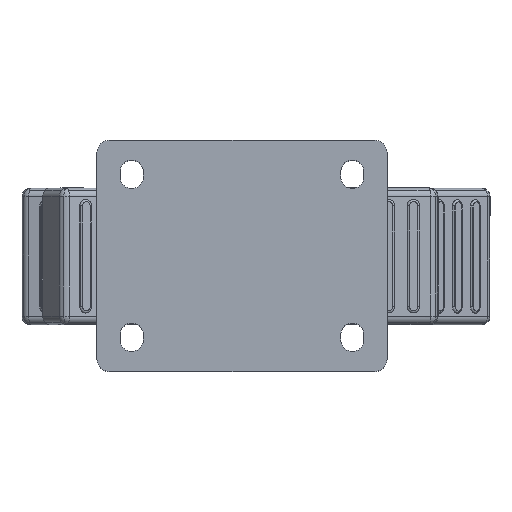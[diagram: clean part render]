
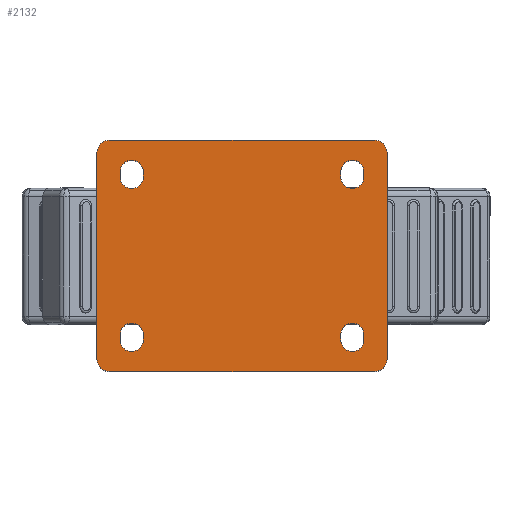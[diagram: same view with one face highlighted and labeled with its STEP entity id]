
A CAD part, top view. The second image highlights one B-rep face of the part: STEP entity #2132.
In plain terms, the highlighted planar face has unit normal (0, 0, 1).
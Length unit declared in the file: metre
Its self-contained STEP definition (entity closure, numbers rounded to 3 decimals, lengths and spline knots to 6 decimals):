
#2132=ADVANCED_FACE('207:4751',(#4566,#4567,#4568,#4569,#4570),#4571,.T.);
#4566=FACE_BOUND('',#24003,.T.);
#4567=FACE_BOUND('',#24004,.T.);
#4568=FACE_BOUND('',#24005,.T.);
#4569=FACE_BOUND('',#24006,.T.);
#4570=FACE_OUTER_BOUND('',#24007,.T.);
#4571=PLANE('',#24008);
#24003=EDGE_LOOP('',(#47922,#47923,#47924,#47925));
#24004=EDGE_LOOP('',(#47926,#47927,#47928,#47929));
#24005=EDGE_LOOP('',(#47930,#47931,#47932,#47933));
#24006=EDGE_LOOP('',(#47934,#47935,#47936,#47937));
#24007=EDGE_LOOP('',(#47938,#47939,#47940,#47941,#47942,#47943,#47944,#47945,#47946,#47947,#47948,#47949));
#24008=AXIS2_PLACEMENT_3D('',#47950,#47951,#47952);
#47922=ORIENTED_EDGE('',*,*,#55652,.T.);
#47923=ORIENTED_EDGE('',*,*,#55649,.T.);
#47924=ORIENTED_EDGE('',*,*,#55646,.T.);
#47925=ORIENTED_EDGE('',*,*,#55655,.T.);
#47926=ORIENTED_EDGE('',*,*,#55664,.T.);
#47927=ORIENTED_EDGE('',*,*,#55661,.T.);
#47928=ORIENTED_EDGE('',*,*,#55658,.T.);
#47929=ORIENTED_EDGE('',*,*,#55667,.T.);
#47930=ORIENTED_EDGE('',*,*,#55676,.T.);
#47931=ORIENTED_EDGE('',*,*,#55673,.T.);
#47932=ORIENTED_EDGE('',*,*,#55670,.T.);
#47933=ORIENTED_EDGE('',*,*,#55679,.T.);
#47934=ORIENTED_EDGE('',*,*,#55688,.T.);
#47935=ORIENTED_EDGE('',*,*,#55685,.T.);
#47936=ORIENTED_EDGE('',*,*,#55682,.T.);
#47937=ORIENTED_EDGE('',*,*,#55691,.T.);
#47938=ORIENTED_EDGE('',*,*,#55694,.F.);
#47939=ORIENTED_EDGE('',*,*,#55706,.F.);
#47940=ORIENTED_EDGE('',*,*,#55695,.F.);
#47941=ORIENTED_EDGE('',*,*,#55639,.F.);
#47942=ORIENTED_EDGE('',*,*,#55707,.F.);
#47943=ORIENTED_EDGE('',*,*,#55629,.F.);
#47944=ORIENTED_EDGE('',*,*,#55703,.F.);
#47945=ORIENTED_EDGE('',*,*,#55708,.F.);
#47946=ORIENTED_EDGE('',*,*,#55698,.F.);
#47947=ORIENTED_EDGE('',*,*,#55635,.F.);
#47948=ORIENTED_EDGE('',*,*,#55704,.F.);
#47949=ORIENTED_EDGE('',*,*,#55641,.F.);
#47950=CARTESIAN_POINT('',(0.0,0.0,0.0));
#47951=DIRECTION('',(0.0,0.0,1.0));
#47952=DIRECTION('',(1.0,0.0,0.0));
#55629=EDGE_CURVE('380:232700',#60755,#60758,#60759,.T.);
#55635=EDGE_CURVE('380:232688',#60768,#60764,#60770,.T.);
#55639=EDGE_CURVE('380:232673',#60776,#60772,#60778,.T.);
#55641=EDGE_CURVE('380:232661',#60779,#60782,#60783,.T.);
#55646=EDGE_CURVE('380:237497',#60792,#60790,#60793,.T.);
#55649=EDGE_CURVE('380:237503',#60797,#60792,#60798,.T.);
#55652=EDGE_CURVE('380:237476',#60802,#60797,#60803,.T.);
#55655=EDGE_CURVE('380:237488',#60790,#60802,#60806,.T.);
#55658=EDGE_CURVE('380:237197',#60812,#60810,#60813,.T.);
#55661=EDGE_CURVE('380:237203',#60817,#60812,#60818,.T.);
#55664=EDGE_CURVE('380:237176',#60822,#60817,#60823,.T.);
#55667=EDGE_CURVE('380:237188',#60810,#60822,#60826,.T.);
#55670=EDGE_CURVE('380:236897',#60832,#60830,#60833,.T.);
#55673=EDGE_CURVE('380:236903',#60837,#60832,#60838,.T.);
#55676=EDGE_CURVE('380:236876',#60842,#60837,#60843,.T.);
#55679=EDGE_CURVE('380:236888',#60830,#60842,#60846,.T.);
#55682=EDGE_CURVE('380:236597',#60852,#60850,#60853,.T.);
#55685=EDGE_CURVE('380:236603',#60857,#60852,#60858,.T.);
#55688=EDGE_CURVE('380:236576',#60862,#60857,#60863,.T.);
#55691=EDGE_CURVE('380:236588',#60850,#60862,#60866,.T.);
#55694=EDGE_CURVE('380:232661',#60869,#60779,#60871,.T.);
#55695=EDGE_CURVE('380:232673',#60772,#60872,#60873,.T.);
#55698=EDGE_CURVE('380:232688',#60764,#60877,#60878,.T.);
#55703=EDGE_CURVE('380:232700',#60884,#60755,#60886,.T.);
#55704=EDGE_CURVE('207:4883',#60782,#60768,#60887,.T.);
#55706=EDGE_CURVE('207:4844',#60872,#60869,#60889,.T.);
#55707=EDGE_CURVE('207:4859',#60758,#60776,#60890,.T.);
#55708=EDGE_CURVE('207:4871',#60877,#60884,#60891,.T.);
#60755=VERTEX_POINT('',#77349);
#60758=VERTEX_POINT('',#77353);
#60759=CIRCLE('',#77354,0.006);
#60764=VERTEX_POINT('',#77360);
#60768=VERTEX_POINT('',#77365);
#60770=CIRCLE('',#77368,0.006);
#60772=VERTEX_POINT('',#77370);
#60776=VERTEX_POINT('',#77375);
#60778=CIRCLE('',#77378,0.006);
#60779=VERTEX_POINT('',#77379);
#60782=VERTEX_POINT('',#77383);
#60783=CIRCLE('',#77384,0.006);
#60790=VERTEX_POINT('',#77392);
#60792=VERTEX_POINT('',#77395);
#60793=CIRCLE('',#77396,0.0055);
#60797=VERTEX_POINT('',#77402);
#60798=LINE('',#77403,#77404);
#60802=VERTEX_POINT('',#77409);
#60803=CIRCLE('',#77410,0.0055);
#60806=LINE('',#77415,#77416);
#60810=VERTEX_POINT('',#77420);
#60812=VERTEX_POINT('',#77423);
#60813=CIRCLE('',#77424,0.0055);
#60817=VERTEX_POINT('',#77430);
#60818=LINE('',#77431,#77432);
#60822=VERTEX_POINT('',#77437);
#60823=CIRCLE('',#77438,0.0055);
#60826=LINE('',#77443,#77444);
#60830=VERTEX_POINT('',#77448);
#60832=VERTEX_POINT('',#77451);
#60833=CIRCLE('',#77452,0.0055);
#60837=VERTEX_POINT('',#77458);
#60838=LINE('',#77459,#77460);
#60842=VERTEX_POINT('',#77465);
#60843=CIRCLE('',#77466,0.0055);
#60846=LINE('',#77471,#77472);
#60850=VERTEX_POINT('',#77476);
#60852=VERTEX_POINT('',#77479);
#60853=CIRCLE('',#77480,0.0055);
#60857=VERTEX_POINT('',#77486);
#60858=LINE('',#77487,#77488);
#60862=VERTEX_POINT('',#77493);
#60863=CIRCLE('',#77494,0.0055);
#60866=LINE('',#77499,#77500);
#60869=VERTEX_POINT('',#77503);
#60871=CIRCLE('',#77506,0.006);
#60872=VERTEX_POINT('',#77507);
#60873=CIRCLE('',#77508,0.006);
#60877=VERTEX_POINT('',#77513);
#60878=CIRCLE('',#77514,0.006);
#60884=VERTEX_POINT('',#77521);
#60886=CIRCLE('',#77524,0.006);
#60887=LINE('',#77525,#77526);
#60889=LINE('',#77529,#77530);
#60890=LINE('',#77531,#77532);
#60891=LINE('',#77533,#77534);
#77349=CARTESIAN_POINT('',(0.067243,0.053243,0.0));
#77353=CARTESIAN_POINT('',(0.069,0.049,0.0));
#77354=AXIS2_PLACEMENT_3D('',#93019,#93020,#93021);
#77360=CARTESIAN_POINT('',(-0.067243,0.053243,0.0));
#77365=CARTESIAN_POINT('',(-0.069,0.049,0.0));
#77368=AXIS2_PLACEMENT_3D('',#93031,#93032,#93033);
#77370=CARTESIAN_POINT('',(0.067243,-0.053243,0.0));
#77375=CARTESIAN_POINT('',(0.069,-0.049,0.0));
#77378=AXIS2_PLACEMENT_3D('',#93039,#93040,#93041);
#77379=CARTESIAN_POINT('',(-0.067243,-0.053243,0.0));
#77383=CARTESIAN_POINT('',(-0.069,-0.049,0.0));
#77384=AXIS2_PLACEMENT_3D('',#93043,#93044,#93045);
#77392=CARTESIAN_POINT('',(-0.047,-0.0375,0.0));
#77395=CARTESIAN_POINT('',(-0.058,-0.0375,0.0));
#77396=AXIS2_PLACEMENT_3D('',#93054,#93055,#93056);
#77402=CARTESIAN_POINT('',(-0.058,-0.04,0.0));
#77403=CARTESIAN_POINT('',(-0.058,-0.019375,0.0));
#77404=VECTOR('',#93059,1.0);
#77409=CARTESIAN_POINT('',(-0.047,-0.04,0.0));
#77410=AXIS2_PLACEMENT_3D('',#93064,#93065,#93066);
#77415=CARTESIAN_POINT('',(-0.047,-0.019375,0.0));
#77416=VECTOR('',#93069,1.0);
#77420=CARTESIAN_POINT('',(-0.058,0.0375,0.0));
#77423=CARTESIAN_POINT('',(-0.047,0.0375,0.0));
#77424=AXIS2_PLACEMENT_3D('',#93074,#93075,#93076);
#77430=CARTESIAN_POINT('',(-0.047,0.04,0.0));
#77431=CARTESIAN_POINT('',(-0.047,0.019375,0.0));
#77432=VECTOR('',#93079,1.0);
#77437=CARTESIAN_POINT('',(-0.058,0.04,0.0));
#77438=AXIS2_PLACEMENT_3D('',#93084,#93085,#93086);
#77443=CARTESIAN_POINT('',(-0.058,0.019375,0.0));
#77444=VECTOR('',#93089,1.0);
#77448=CARTESIAN_POINT('',(0.058,0.04,0.0));
#77451=CARTESIAN_POINT('',(0.047,0.04,0.0));
#77452=AXIS2_PLACEMENT_3D('',#93094,#93095,#93096);
#77458=CARTESIAN_POINT('',(0.047,0.0375,0.0));
#77459=CARTESIAN_POINT('',(0.047,0.019375,0.0));
#77460=VECTOR('',#93099,1.0);
#77465=CARTESIAN_POINT('',(0.058,0.0375,0.0));
#77466=AXIS2_PLACEMENT_3D('',#93104,#93105,#93106);
#77471=CARTESIAN_POINT('',(0.058,0.019375,0.0));
#77472=VECTOR('',#93109,1.0);
#77476=CARTESIAN_POINT('',(0.047,-0.04,0.0));
#77479=CARTESIAN_POINT('',(0.058,-0.04,0.0));
#77480=AXIS2_PLACEMENT_3D('',#93114,#93115,#93116);
#77486=CARTESIAN_POINT('',(0.058,-0.0375,0.0));
#77487=CARTESIAN_POINT('',(0.058,-0.019375,0.0));
#77488=VECTOR('',#93119,1.0);
#77493=CARTESIAN_POINT('',(0.047,-0.0375,0.0));
#77494=AXIS2_PLACEMENT_3D('',#93124,#93125,#93126);
#77499=CARTESIAN_POINT('',(0.047,-0.019375,0.0));
#77500=VECTOR('',#93129,1.0);
#77503=CARTESIAN_POINT('',(-0.063,-0.055,0.0));
#77506=AXIS2_PLACEMENT_3D('',#93134,#93135,#93136);
#77507=CARTESIAN_POINT('',(0.063,-0.055,0.0));
#77508=AXIS2_PLACEMENT_3D('',#93137,#93138,#93139);
#77513=CARTESIAN_POINT('',(-0.063,0.055,0.0));
#77514=AXIS2_PLACEMENT_3D('',#93144,#93145,#93146);
#77521=CARTESIAN_POINT('',(0.063,0.055,0.0));
#77524=AXIS2_PLACEMENT_3D('',#93155,#93156,#93157);
#77525=CARTESIAN_POINT('',(-0.069,0.,0.0));
#77526=VECTOR('',#93158,1.0);
#77529=CARTESIAN_POINT('',(0.0,-0.055,0.0));
#77530=VECTOR('',#93160,1.0);
#77531=CARTESIAN_POINT('',(0.069,0.,0.0));
#77532=VECTOR('',#93161,1.0);
#77533=CARTESIAN_POINT('',(0.0,0.055,0.0));
#77534=VECTOR('',#93162,1.0);
#93019=CARTESIAN_POINT('',(0.063,0.049,0.0));
#93020=DIRECTION('',(0.0,0.0,-1.0));
#93021=DIRECTION('',(0.707,0.707,0.0));
#93031=CARTESIAN_POINT('',(-0.063,0.049,0.0));
#93032=DIRECTION('',(-0.0,0.0,-1.0));
#93033=DIRECTION('',(-0.707,0.707,0.0));
#93039=CARTESIAN_POINT('',(0.063,-0.049,0.0));
#93040=DIRECTION('',(0.0,-0.0,-1.0));
#93041=DIRECTION('',(0.707,-0.707,0.0));
#93043=CARTESIAN_POINT('',(-0.063,-0.049,0.0));
#93044=DIRECTION('',(-0.0,0.0,-1.0));
#93045=DIRECTION('',(-0.707,-0.707,0.0));
#93054=CARTESIAN_POINT('',(-0.0525,-0.0375,0.0));
#93055=DIRECTION('',(0.0,0.0,-1.0));
#93056=DIRECTION('',(1.0,0.0,0.0));
#93059=DIRECTION('',(0.0,1.0,-0.0));
#93064=CARTESIAN_POINT('',(-0.0525,-0.04,0.0));
#93065=DIRECTION('',(0.0,0.0,-1.0));
#93066=DIRECTION('',(1.0,0.0,0.0));
#93069=DIRECTION('',(0.0,-1.0,0.0));
#93074=CARTESIAN_POINT('',(-0.0525,0.0375,0.0));
#93075=DIRECTION('',(0.0,0.0,-1.0));
#93076=DIRECTION('',(1.0,0.0,0.0));
#93079=DIRECTION('',(0.0,-1.0,0.0));
#93084=CARTESIAN_POINT('',(-0.0525,0.04,0.0));
#93085=DIRECTION('',(0.0,0.0,-1.0));
#93086=DIRECTION('',(1.0,0.0,0.0));
#93089=DIRECTION('',(0.0,1.0,-0.0));
#93094=CARTESIAN_POINT('',(0.0525,0.04,0.0));
#93095=DIRECTION('',(-0.0,0.0,-1.0));
#93096=DIRECTION('',(-1.0,0.0,0.0));
#93099=DIRECTION('',(0.0,1.0,-0.0));
#93104=CARTESIAN_POINT('',(0.0525,0.0375,0.0));
#93105=DIRECTION('',(-0.0,0.0,-1.0));
#93106=DIRECTION('',(-1.0,0.0,0.0));
#93109=DIRECTION('',(0.0,-1.0,0.0));
#93114=CARTESIAN_POINT('',(0.0525,-0.04,0.0));
#93115=DIRECTION('',(-0.0,0.0,-1.0));
#93116=DIRECTION('',(-1.0,0.0,0.0));
#93119=DIRECTION('',(0.0,-1.0,0.0));
#93124=CARTESIAN_POINT('',(0.0525,-0.0375,0.0));
#93125=DIRECTION('',(-0.0,0.0,-1.0));
#93126=DIRECTION('',(-1.0,0.0,0.0));
#93129=DIRECTION('',(0.0,1.0,-0.0));
#93134=CARTESIAN_POINT('',(-0.063,-0.049,0.0));
#93135=DIRECTION('',(-0.0,0.0,-1.0));
#93136=DIRECTION('',(-0.707,-0.707,0.0));
#93137=CARTESIAN_POINT('',(0.063,-0.049,0.0));
#93138=DIRECTION('',(0.0,-0.0,-1.0));
#93139=DIRECTION('',(0.707,-0.707,0.0));
#93144=CARTESIAN_POINT('',(-0.063,0.049,0.0));
#93145=DIRECTION('',(-0.0,0.0,-1.0));
#93146=DIRECTION('',(-0.707,0.707,0.0));
#93155=CARTESIAN_POINT('',(0.063,0.049,0.0));
#93156=DIRECTION('',(0.0,0.0,-1.0));
#93157=DIRECTION('',(0.707,0.707,0.0));
#93158=DIRECTION('',(0.0,1.0,-0.0));
#93160=DIRECTION('',(-1.0,0.0,0.0));
#93161=DIRECTION('',(0.0,-1.0,0.0));
#93162=DIRECTION('',(1.0,0.0,0.0));
